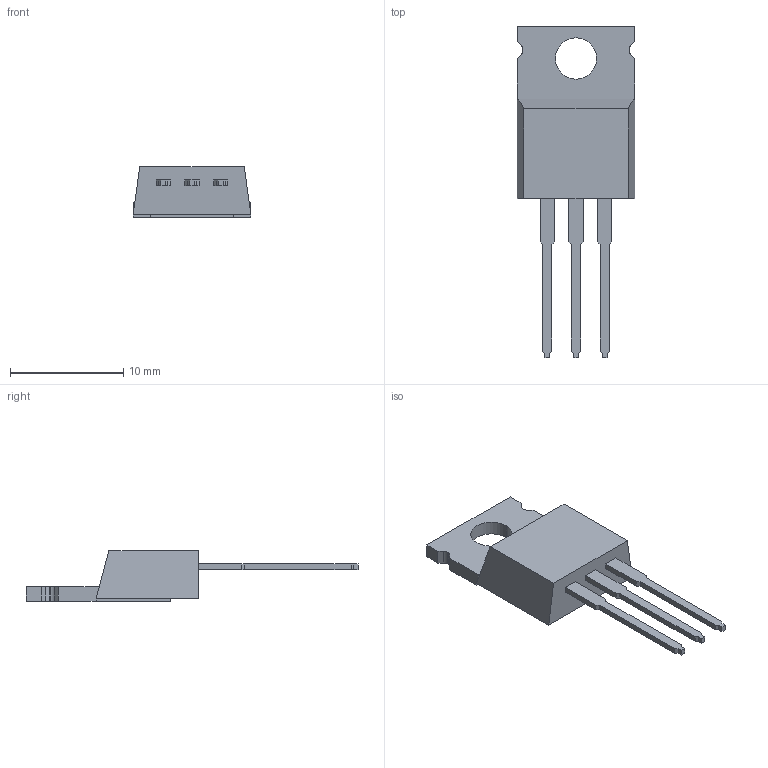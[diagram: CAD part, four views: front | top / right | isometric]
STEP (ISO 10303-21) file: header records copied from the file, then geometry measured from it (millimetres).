
FILE_DESCRIPTION (( 'STEP AP214' ), '1' );
FILE_NAME ('IRF9540N.STEP', '2023-02-08T09:59:32', ( '' ), ( '' ), 'SwSTEP 2.0', 'SolidWorks 2021', '' );
FILE_SCHEMA (( 'AUTOMOTIVE_DESIGN' ));
Length unit declared in the file: millimetre
Products named in the file (2): IRF9540N
Assembly tree (1 placements, depth 2):
  IRF9540N
    IRF9540N
Bounding box: 10.41 x 29.34 x 4.45 mm (x, y, z)
Volume: 452.3 mm3; surface area: 738.7 mm2
Topology: 5 solids, 5 shells, 78 faces, 204 edges, 136 vertices
Faces by surface type: plane 72, cylinder 6
Entity records: 2466 total; most frequent: CARTESIAN_POINT 422, ORIENTED_EDGE 408, DIRECTION 380, EDGE_CURVE 204, VECTOR 192, LINE 192, VERTEX_POINT 136, AXIS2_PLACEMENT_3D 94
